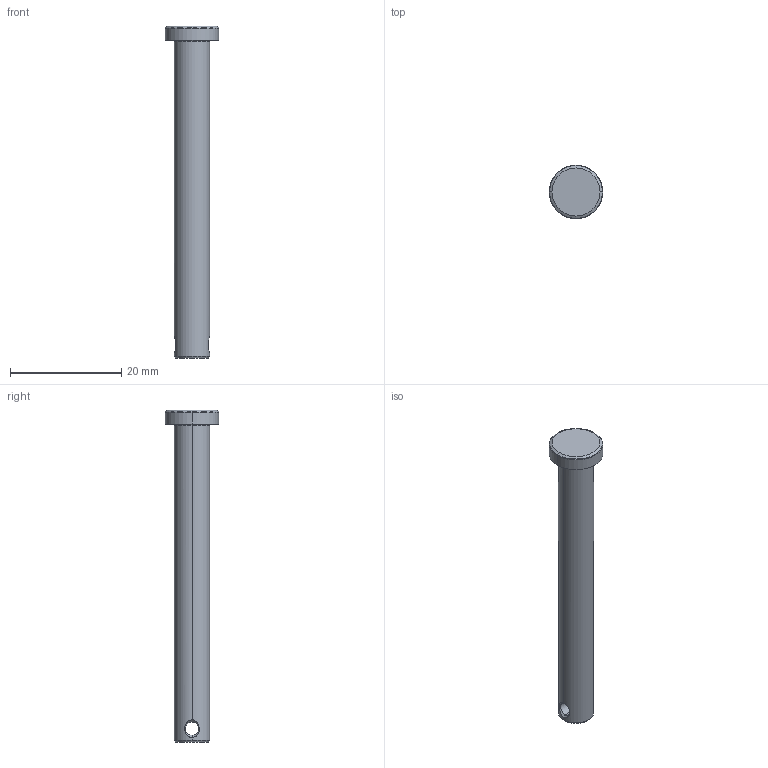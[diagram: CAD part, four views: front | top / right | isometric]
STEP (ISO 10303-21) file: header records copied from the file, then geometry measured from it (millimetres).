
FILE_DESCRIPTION (( 'STEP AP203' ), '1' );
FILE_NAME ('98306A169_1004-1045 Carbon Steel Clevis Pin.STEP', '2023-07-20T13:53:01', ( 'Administrator' ), ( 'Managed by Terraform' ), 'SwSTEP 2.0', 'SolidWorks 2017', '' );
FILE_SCHEMA (( 'CONFIG_CONTROL_DESIGN' ));
Length unit declared in the file: inch
Products named in the file (1): 98306A169_1004-1045 Carbon Steel Clevis Pin
Bounding box: 9.65 x 9.65 x 59.69 mm (x, y, z)
Volume: 1964.7 mm3; surface area: 1386.7 mm2
Topology: 1 solids, 1 shells, 21 faces, 44 edges, 24 vertices
Faces by surface type: cone 8, cylinder 6, torus 4, plane 3
Entity records: 709 total; most frequent: CARTESIAN_POINT 170, DIRECTION 108, ORIENTED_EDGE 88, AXIS2_PLACEMENT_3D 46, EDGE_CURVE 44, CIRCLE 24, VERTEX_POINT 24, EDGE_LOOP 22
